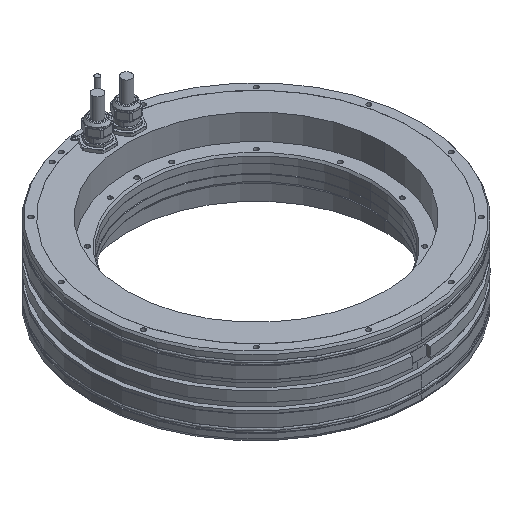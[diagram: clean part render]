
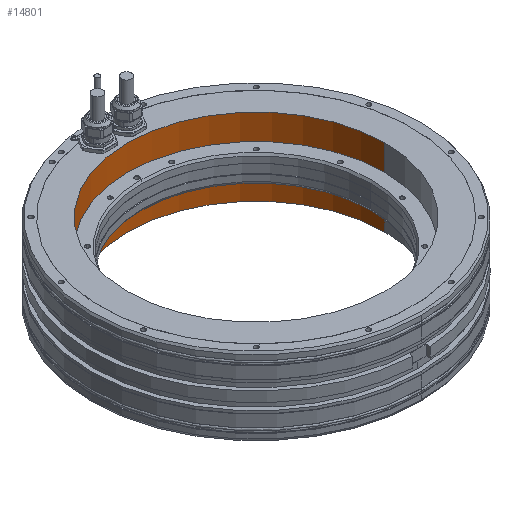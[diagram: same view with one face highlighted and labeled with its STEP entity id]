
A CAD part, isometric view. The second image highlights one B-rep face of the part: STEP entity #14801.
In plain terms, the highlighted cylindrical face has radius 149.575 mm (diameter 299.15 mm), a partial arc.
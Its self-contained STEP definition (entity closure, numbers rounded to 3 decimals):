
#277=DIRECTION('',(0.,0.,1.));
#278=VECTOR('',#277,89.7);
#279=CARTESIAN_POINT('',(149.575,0.,-89.85));
#280=LINE('',#279,#278);
#4352=CARTESIAN_POINT('',(0.,0.,-89.85));
#4353=DIRECTION('',(0.,0.,1.));
#4354=DIRECTION('',(1.,0.,0.));
#4355=AXIS2_PLACEMENT_3D('',#4352,#4353,#4354);
#4357=DIRECTION('',(0.,0.,1.));
#4358=VECTOR('',#4357,89.7);
#4359=CARTESIAN_POINT('',(-149.575,0.,-89.85));
#4360=LINE('',#4359,#4358);
#4361=CARTESIAN_POINT('',(0.,0.,-0.15));
#4362=DIRECTION('',(0.,0.,1.));
#4363=DIRECTION('',(1.,0.,0.));
#4364=AXIS2_PLACEMENT_3D('',#4361,#4362,#4363);
#5414=CARTESIAN_POINT('',(-149.575,0.,-0.15));
#5415=CARTESIAN_POINT('',(149.575,0.,-0.15));
#5416=VERTEX_POINT('',#5414);
#5417=VERTEX_POINT('',#5415);
#5426=CARTESIAN_POINT('',(-149.575,0.,-89.85));
#5427=CARTESIAN_POINT('',(149.575,0.,-89.85));
#5428=VERTEX_POINT('',#5426);
#5429=VERTEX_POINT('',#5427);
#14790=CARTESIAN_POINT('',(0.,0.,-90.));
#14791=DIRECTION('',(0.,0.,1.));
#14792=DIRECTION('',(1.,0.,0.));
#14793=AXIS2_PLACEMENT_3D('',#14790,#14791,#14792);
#14794=CYLINDRICAL_SURFACE('',#14793,149.575);
#14795=ORIENTED_EDGE('',*,*,#6593,.T.);
#14796=ORIENTED_EDGE('',*,*,#6569,.T.);
#14797=ORIENTED_EDGE('',*,*,#6547,.F.);
#14798=ORIENTED_EDGE('',*,*,#6566,.F.);
#14799=EDGE_LOOP('',(#14795,#14796,#14797,#14798));
#14800=FACE_OUTER_BOUND('',#14799,.F.);
#14801=ADVANCED_FACE('',(#14800),#14794,.F.);
#4356=CIRCLE('',#4355,149.575);
#4365=CIRCLE('',#4364,149.575);
#6547=EDGE_CURVE('',#5417,#5416,#4365,.T.);
#6566=EDGE_CURVE('',#5429,#5417,#280,.T.);
#6569=EDGE_CURVE('',#5428,#5416,#4360,.T.);
#6593=EDGE_CURVE('',#5429,#5428,#4356,.T.);
